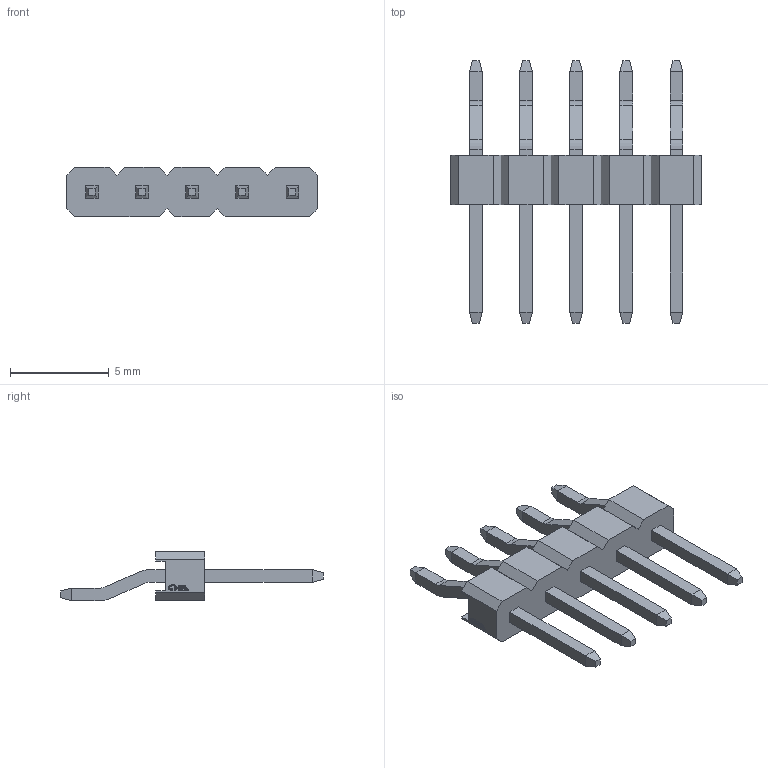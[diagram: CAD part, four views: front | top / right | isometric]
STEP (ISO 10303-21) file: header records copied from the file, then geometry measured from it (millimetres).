
FILE_DESCRIPTION(/* description */ (''),/* implementation_level */ '2;1');
FILE_NAME(/* name */ 'P7H0-U20-HDR-SMD_5P-P2.54-H-M-W13.3-N.step',/* time_stamp */ '2025-08-05T13:04:15+08:00',/* author */ (''),/* organization */ (''),/* preprocessor_version */ 'ST-DEVELOPER v20.1',/* originating_system */ 'Autodesk Translation Framework v14.10.0.0',/* authorisation */ '');
FILE_SCHEMA (('AUTOMOTIVE_DESIGN { 1 0 10303 214 3 1 1 }'));
Length unit declared in the file: millimetre
Products named in the file (1): P7H0-U20-HDR-SMD_5P-P2.54-H-M-W13.3-N
Bounding box: 12.71 x 13.3 x 2.5 mm (x, y, z)
Volume: 89.3 mm3; surface area: 291.9 mm2
Topology: 1 solids, 1 shells, 382 faces, 1013 edges, 662 vertices
Faces by surface type: plane 264, bspline 98, cylinder 20
Entity records: 12415 total; most frequent: CARTESIAN_POINT 3090, ORIENTED_EDGE 2026, DIRECTION 1607, EDGE_CURVE 1013, LINE 777, VECTOR 777, VERTEX_POINT 662, AXIS2_PLACEMENT_3D 415
